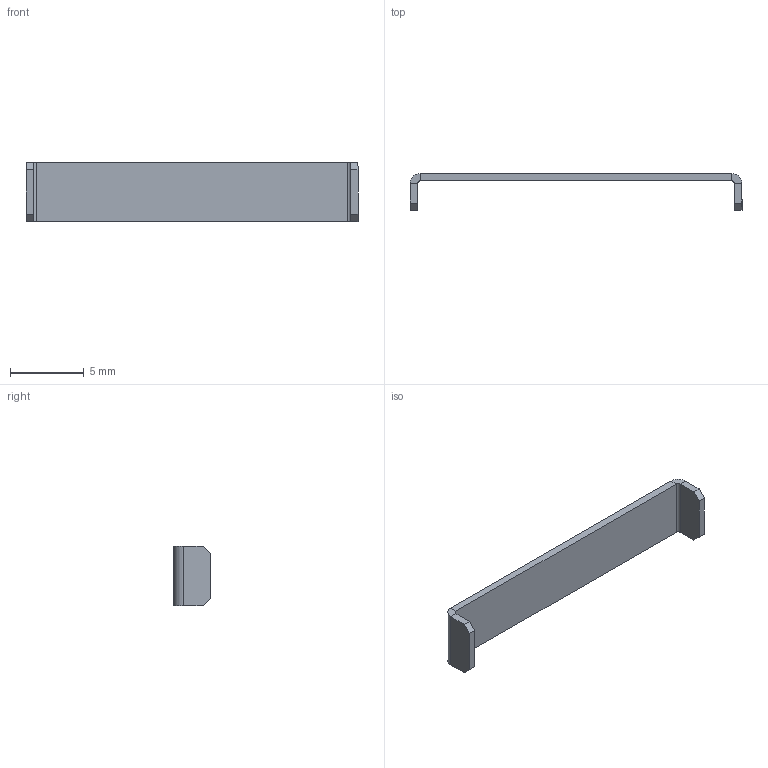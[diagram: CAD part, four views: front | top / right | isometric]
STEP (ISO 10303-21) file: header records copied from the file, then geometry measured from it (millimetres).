
FILE_DESCRIPTION (( 'STEP AP214' ), '1' );
FILE_NAME ('Line_Brass_Mat.STEP', '2018-12-21T09:09:54', ( '' ), ( '' ), 'SwSTEP 2.0', 'SolidWorks 2018', '' );
FILE_SCHEMA (( 'AUTOMOTIVE_DESIGN' ));
Length unit declared in the file: millimetre
Products named in the file (1): Line_Brass_Mat
Bounding box: 22.5 x 2.5 x 4 mm (x, y, z)
Volume: 52 mm3; surface area: 237.4 mm2
Topology: 1 solids, 1 shells, 26 faces, 56 edges, 32 vertices
Faces by surface type: plane 22, cylinder 4
Entity records: 714 total; most frequent: DIRECTION 118, CARTESIAN_POINT 115, ORIENTED_EDGE 112, EDGE_CURVE 56, LINE 48, VECTOR 48, AXIS2_PLACEMENT_3D 35, VERTEX_POINT 32
